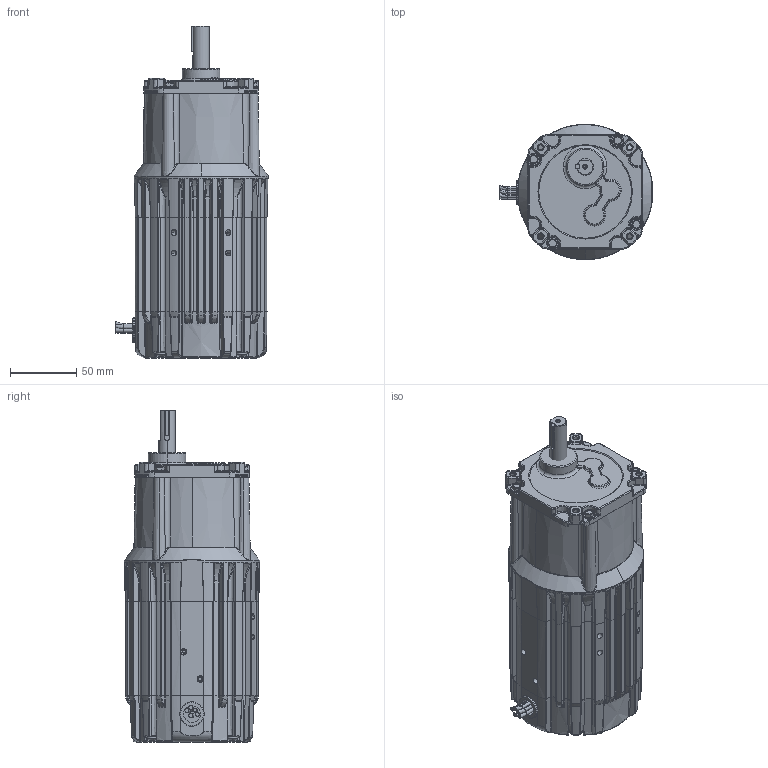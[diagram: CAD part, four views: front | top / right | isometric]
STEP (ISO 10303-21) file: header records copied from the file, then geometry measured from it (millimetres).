
FILE_DESCRIPTION (( 'STEP AP203' ), '1' );
FILE_NAME ('INFM0193.STEP', '2013-04-17T19:38:03', ( 'Admin' ), ( 'Bodine Electric Company' ), 'SwSTEP 2.0', 'SolidWorks 2012', '' );
FILE_SCHEMA (( 'CONFIG_CONTROL_DESIGN' ));
Length unit declared in the file: inch
Products named in the file (1): INFM0193
Bounding box: 115.08 x 102.49 x 251.08 mm (x, y, z)
Volume: 1030694.9 mm3; surface area: 163338.2 mm2
Topology: 20 solids, 20 shells, 2388 faces, 5836 edges, 3447 vertices
Faces by surface type: bspline 806, plane 555, cylinder 409, torus 288, cone 247, sphere 83
Entity records: 92794 total; most frequent: CARTESIAN_POINT 42722, ORIENTED_EDGE 11528, DIRECTION 9407, EDGE_CURVE 5764, AXIS2_PLACEMENT_3D 4063, VERTEX_POINT 3444, CIRCLE 2480, EDGE_LOOP 2442
